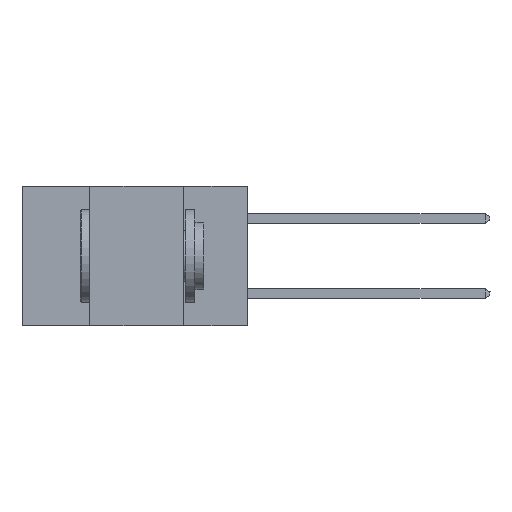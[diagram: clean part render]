
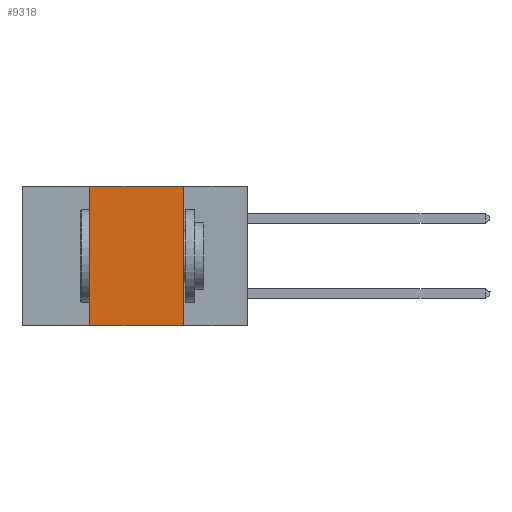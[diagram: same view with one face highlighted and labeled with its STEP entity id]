
A CAD part, left-side view. The second image highlights one B-rep face of the part: STEP entity #9318.
In plain terms, the highlighted planar face has unit normal (-1, 0, 0).
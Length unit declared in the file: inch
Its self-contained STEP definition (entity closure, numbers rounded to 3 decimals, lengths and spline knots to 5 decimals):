
#1070 = LINE ( 'NONE', #27508, #27796 ) ;
#2971 = EDGE_CURVE ( 'NONE', #6309, #30295, #22752, .T. ) ;
#4213 = DIRECTION ( 'NONE',  ( 0., -1., 0. ) ) ;
#5554 = CARTESIAN_POINT ( 'NONE',  ( 0., 0.6, -0.37 ) ) ;
#6309 = VERTEX_POINT ( 'NONE', #25763 ) ;
#6979 = CARTESIAN_POINT ( 'NONE',  ( 0., 0.17, -0.37 ) ) ;
#7845 = ORIENTED_EDGE ( 'NONE', *, *, #26000, .F. ) ;
#9068 = VERTEX_POINT ( 'NONE', #18369 ) ;
#9318 = ADVANCED_FACE ( 'NONE', ( #26494 ), #24224, .F. ) ;
#11208 = CARTESIAN_POINT ( 'NONE',  ( 0., 0.42, 0. ) ) ;
#14124 = DIRECTION ( 'NONE',  ( 1., 0., 0. ) ) ;
#14227 = DIRECTION ( 'NONE',  ( 0., 0., -1. ) ) ;
#14332 = AXIS2_PLACEMENT_3D ( 'NONE', #29080, #14124, #14227 ) ;
#16580 = CARTESIAN_POINT ( 'NONE',  ( 0., 0.6, 0. ) ) ;
#17375 = EDGE_CURVE ( 'NONE', #28386, #6309, #20990, .T. ) ;
#17934 = EDGE_LOOP ( 'NONE', ( #23473, #29012, #7845, #23135 ) ) ;
#18097 = DIRECTION ( 'NONE',  ( 0., 0., 1. ) ) ;
#18369 = CARTESIAN_POINT ( 'NONE',  ( 0., 0.42, -0.37 ) ) ;
#20990 = LINE ( 'NONE', #16580, #24847 ) ;
#22752 = LINE ( 'NONE', #22754, #27003 ) ;
#22754 = CARTESIAN_POINT ( 'NONE',  ( 0., 0.17, 0. ) ) ;
#23135 = ORIENTED_EDGE ( 'NONE', *, *, #27210, .T. ) ;
#23473 = ORIENTED_EDGE ( 'NONE', *, *, #2971, .F. ) ;
#24224 = PLANE ( 'NONE',  #14332 ) ;
#24847 = VECTOR ( 'NONE', #4213, 39.37008 ) ;
#25763 = CARTESIAN_POINT ( 'NONE',  ( 0., 0.17, 0. ) ) ;
#26000 = EDGE_CURVE ( 'NONE', #9068, #28386, #1070, .T. ) ;
#26494 = FACE_OUTER_BOUND ( 'NONE', #17934, .T. ) ;
#27003 = VECTOR ( 'NONE', #27907, 39.37008 ) ;
#27210 = EDGE_CURVE ( 'NONE', #9068, #30295, #30818, .T. ) ;
#27345 = VECTOR ( 'NONE', #30572, 39.37008 ) ;
#27508 = CARTESIAN_POINT ( 'NONE',  ( 0., 0.42, 0. ) ) ;
#27796 = VECTOR ( 'NONE', #18097, 39.37008 ) ;
#27907 = DIRECTION ( 'NONE',  ( 0., 0., -1. ) ) ;
#28386 = VERTEX_POINT ( 'NONE', #11208 ) ;
#29012 = ORIENTED_EDGE ( 'NONE', *, *, #17375, .F. ) ;
#29080 = CARTESIAN_POINT ( 'NONE',  ( 0., 0.6, 0. ) ) ;
#30295 = VERTEX_POINT ( 'NONE', #6979 ) ;
#30572 = DIRECTION ( 'NONE',  ( 0., -1., 0. ) ) ;
#30818 = LINE ( 'NONE', #5554, #27345 ) ;
